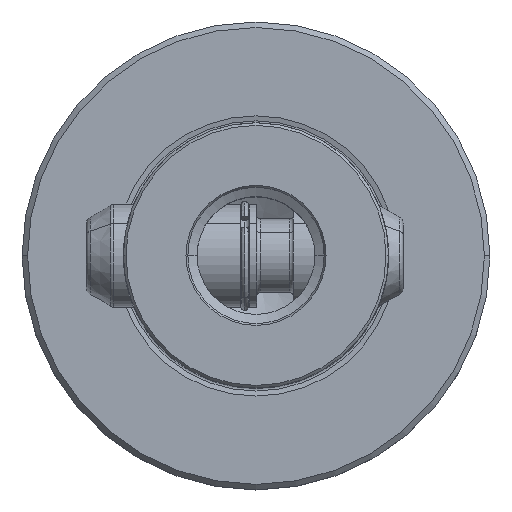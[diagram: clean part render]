
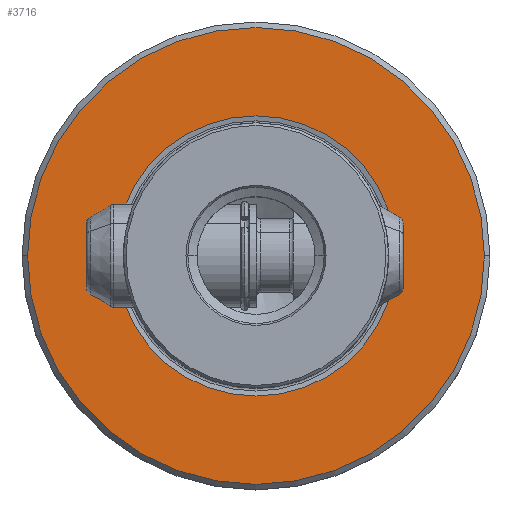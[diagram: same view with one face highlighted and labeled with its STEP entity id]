
A CAD part, top view. The second image highlights one B-rep face of the part: STEP entity #3716.
In plain terms, the highlighted planar face has unit normal (0, 0, 1).
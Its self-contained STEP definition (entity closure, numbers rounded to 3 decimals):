
#1938=VERTEX_POINT('NONE',#5597);
#2170=EDGE_CURVE('NONE',#4026,#1938,#5846,.F.);
#2218=EDGE_CURVE('NONE',#3666,#5206,#5900,.T.);
#3666=VERTEX_POINT('NONE',#7507);
#3672=EDGE_CURVE('NONE',#5206,#3666,#7513,.T.);
#3716=ADVANCED_FACE('NONE',(#7559,#7560),#7561,.T.);
#4026=VERTEX_POINT('NONE',#7906);
#5206=VERTEX_POINT('NONE',#9220);
#5392=EDGE_CURVE('NONE',#1938,#4026,#9424,.T.);
#5597=CARTESIAN_POINT('',(19.012,0.,0.0));
#5846=CIRCLE('',#10170,19.012);
#5900=CIRCLE('',#10244,31.0);
#7507=CARTESIAN_POINT('',(-31.0,0.,0.0));
#7513=CIRCLE('',#38587,31.0);
#7559=FACE_OUTER_BOUND('',#39443,.T.);
#7560=FACE_BOUND('',#39444,.T.);
#7561=PLANE('',#39445);
#7906=CARTESIAN_POINT('',(-19.012,0.,0.0));
#9220=CARTESIAN_POINT('',(31.0,0.,0.0));
#9424=CIRCLE('',#67117,19.012);
#10170=AXIS2_PLACEMENT_3D('',#68079,#68080,#68081);
#10244=AXIS2_PLACEMENT_3D('',#68146,#68147,#68148);
#38587=AXIS2_PLACEMENT_3D('',#70110,#70111,#70112);
#39443=EDGE_LOOP('',(#70145,#70146));
#39444=EDGE_LOOP('',(#70147,#70148));
#39445=AXIS2_PLACEMENT_3D('',#70149,#70150,#70151);
#67117=AXIS2_PLACEMENT_3D('',#72306,#72307,#72308);
#68079=CARTESIAN_POINT('',(0.0,0.0,0.0));
#68080=DIRECTION('',(0.0,0.0,-1.0));
#68081=DIRECTION('',(1.0,0.,0.0));
#68146=CARTESIAN_POINT('',(0.0,0.0,0.0));
#68147=DIRECTION('',(0.0,0.0,-1.0));
#68148=DIRECTION('',(-1.0,0.,0.0));
#70110=CARTESIAN_POINT('',(0.0,0.0,0.0));
#70111=DIRECTION('',(0.0,0.0,-1.0));
#70112=DIRECTION('',(-1.0,0.,0.0));
#70145=ORIENTED_EDGE('',*,*,#2218,.F.);
#70146=ORIENTED_EDGE('',*,*,#3672,.F.);
#70147=ORIENTED_EDGE('',*,*,#5392,.F.);
#70148=ORIENTED_EDGE('',*,*,#2170,.F.);
#70149=CARTESIAN_POINT('',(-18.0,0.0,0.0));
#70150=DIRECTION('',(-0.0,0.0,1.0));
#70151=DIRECTION('',(0.0,1.0,0.0));
#72306=CARTESIAN_POINT('',(0.0,0.0,0.0));
#72307=DIRECTION('',(-0.0,0.0,1.0));
#72308=DIRECTION('',(1.0,0.,0.0));
